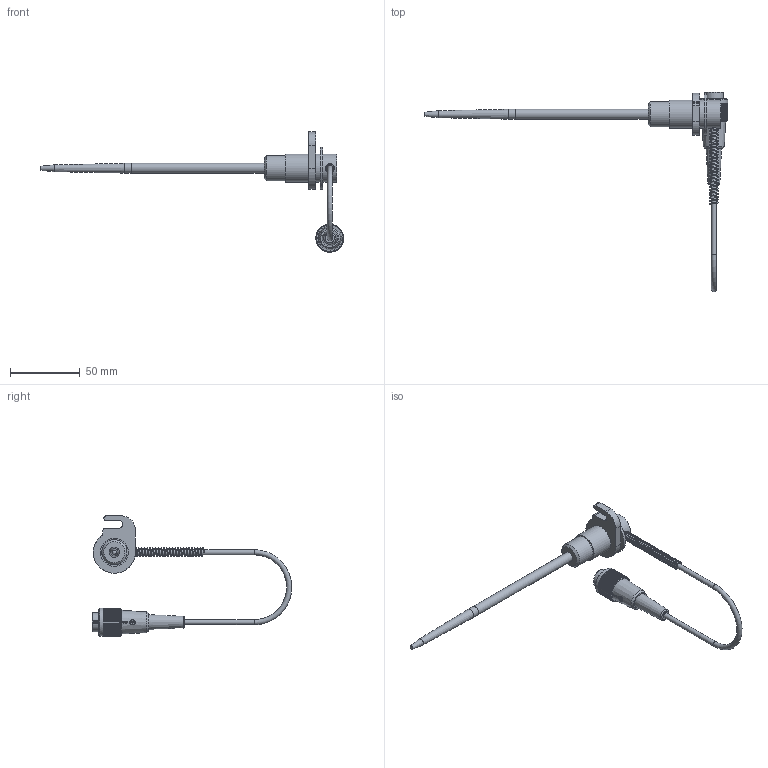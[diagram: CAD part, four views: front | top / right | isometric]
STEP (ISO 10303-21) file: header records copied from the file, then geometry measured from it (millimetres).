
FILE_DESCRIPTION(/* description */ (''),/* implementation_level */ '2;1');
FILE_NAME(/* name */ '1610 C160_XS3HT-160_205L10.stp',/* time_stamp */ '2025-02-24T19:34:06+01:00',/* author */ ('kuttig'),/* organization */ (''),/* preprocessor_version */ 'ST-DEVELOPER v16.13',/* originating_system */ 'Autodesk Inventor 2018',/* authorisation */ '');
FILE_SCHEMA (('AUTOMOTIVE_DESIGN { 1 0 10303 214 3 1 1 }'));
Length unit declared in the file: millimetre
Products named in the file (1): 1610 C160_XS3HT-160_205L10_Shrinkwrap_1
Bounding box: 216.89 x 142.63 x 85.95 mm (x, y, z)
Volume: 34647.2 mm3; surface area: 23152.1 mm2
Topology: 7 solids, 7 shells, 412 faces, 1108 edges, 726 vertices
Faces by surface type: plane 327, cylinder 47, cone 20, bspline 7, torus 6, sphere 5
Full cylindrical faces by diameter (mm): 1 x1, 1.49 x3, 2.459 x1, 3.242 x2, 3.7 x3, 6.3 x2, 7 x2, 7.2 x1, 8.917 x1, 10 x1, 10.2 x1, 13.6 x1, 13.9 x1, 17.1 x1, 18 x2, 19.9 x1, 20 x3, 30 x1
Entity records: 17419 total; most frequent: CARTESIAN_POINT 6674, DIRECTION 2207, ORIENTED_EDGE 2062, EDGE_CURVE 1031, AXIS2_PLACEMENT_3D 786, VERTEX_POINT 705, LINE 635, VECTOR 635
